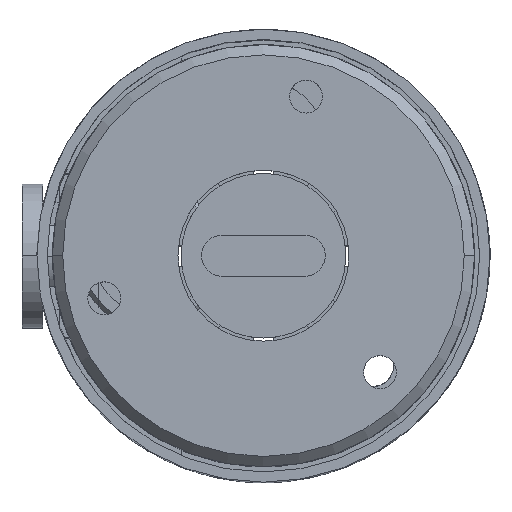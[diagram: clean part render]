
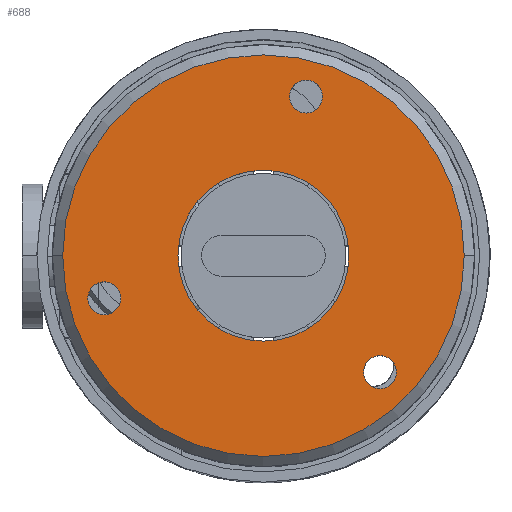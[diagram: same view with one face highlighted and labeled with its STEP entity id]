
A CAD part, top view. The second image highlights one B-rep face of the part: STEP entity #688.
In plain terms, the highlighted planar face has unit normal (0, 0, 1).
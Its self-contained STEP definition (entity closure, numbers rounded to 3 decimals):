
#115 = CIRCLE ( 'NONE', #1917, 9.75 ) ;
#118 = DIRECTION ( 'NONE',  ( 1., 0., 0. ) ) ;
#166 = DIRECTION ( 'NONE',  ( 1., 0., 0. ) ) ;
#302 = VERTEX_POINT ( 'NONE', #3053 ) ;
#387 = CIRCLE ( 'NONE', #2197, 9.75 ) ;
#405 = CARTESIAN_POINT ( 'NONE',  ( 2.071, 7.727, 18. ) ) ;
#463 = EDGE_CURVE ( 'NONE', #3751, #2454, #971, .T. ) ;
#514 = AXIS2_PLACEMENT_3D ( 'NONE', #2779, #3359, #166 ) ;
#587 = CARTESIAN_POINT ( 'NONE',  ( 5.657, -5.657, 18. ) ) ;
#601 = VERTEX_POINT ( 'NONE', #6053 ) ;
#649 = CIRCLE ( 'NONE', #1022, 0.8 ) ;
#688 = ADVANCED_FACE ( 'NONE', ( #6492, #3872, #1045, #2426, #5071 ), #5705, .T. ) ;
#710 = CARTESIAN_POINT ( 'NONE',  ( 0., 0., 18. ) ) ;
#955 = DIRECTION ( 'NONE',  ( 0., 0., 1. ) ) ;
#971 = CIRCLE ( 'NONE', #2951, 0.8 ) ;
#1022 = AXIS2_PLACEMENT_3D ( 'NONE', #405, #955, #5179 ) ;
#1029 = ORIENTED_EDGE ( 'NONE', *, *, #6065, .F. ) ;
#1045 = FACE_BOUND ( 'NONE', #6707, .T. ) ;
#1049 = DIRECTION ( 'NONE',  ( 1., 0., 0. ) ) ;
#1386 = AXIS2_PLACEMENT_3D ( 'NONE', #710, #6361, #118 ) ;
#1654 = ORIENTED_EDGE ( 'NONE', *, *, #4606, .F. ) ;
#1676 = EDGE_CURVE ( 'NONE', #4098, #3264, #4997, .T. ) ;
#1701 = DIRECTION ( 'NONE',  ( 0., 0., 1. ) ) ;
#1720 = EDGE_LOOP ( 'NONE', ( #6070, #5494 ) ) ;
#1735 = ORIENTED_EDGE ( 'NONE', *, *, #1676, .F. ) ;
#1786 = DIRECTION ( 'NONE',  ( 0., 0., 1. ) ) ;
#1791 = DIRECTION ( 'NONE',  ( 0., 0., 1. ) ) ;
#1815 = EDGE_CURVE ( 'NONE', #3431, #302, #115, .T. ) ;
#1874 = AXIS2_PLACEMENT_3D ( 'NONE', #3611, #4915, #3344 ) ;
#1917 = AXIS2_PLACEMENT_3D ( 'NONE', #5010, #1786, #5027 ) ;
#1987 = VERTEX_POINT ( 'NONE', #3560 ) ;
#2042 = DIRECTION ( 'NONE',  ( 1., 0., 0. ) ) ;
#2197 = AXIS2_PLACEMENT_3D ( 'NONE', #5780, #4228, #1049 ) ;
#2235 = DIRECTION ( 'NONE',  ( 0., 0., 1. ) ) ;
#2417 = CARTESIAN_POINT ( 'NONE',  ( 2.071, 7.727, 18. ) ) ;
#2426 = FACE_BOUND ( 'NONE', #4605, .T. ) ;
#2454 = VERTEX_POINT ( 'NONE', #4075 ) ;
#2546 = EDGE_CURVE ( 'NONE', #5105, #1987, #2834, .T. ) ;
#2734 = VERTEX_POINT ( 'NONE', #5186 ) ;
#2779 = CARTESIAN_POINT ( 'NONE',  ( -7.727, -2.071, 18. ) ) ;
#2834 = CIRCLE ( 'NONE', #1874, 4.15 ) ;
#2885 = ORIENTED_EDGE ( 'NONE', *, *, #1815, .T. ) ;
#2914 = ORIENTED_EDGE ( 'NONE', *, *, #463, .F. ) ;
#2951 = AXIS2_PLACEMENT_3D ( 'NONE', #2417, #6389, #6201 ) ;
#3053 = CARTESIAN_POINT ( 'NONE',  ( 9.75, 0., 18. ) ) ;
#3094 = DIRECTION ( 'NONE',  ( 1., 0., 0. ) ) ;
#3114 = EDGE_CURVE ( 'NONE', #1987, #5105, #5813, .T. ) ;
#3264 = VERTEX_POINT ( 'NONE', #4943 ) ;
#3344 = DIRECTION ( 'NONE',  ( 1., 0., 0. ) ) ;
#3359 = DIRECTION ( 'NONE',  ( 0., 0., 1. ) ) ;
#3392 = CIRCLE ( 'NONE', #4947, 0.8 ) ;
#3431 = VERTEX_POINT ( 'NONE', #6462 ) ;
#3512 = ORIENTED_EDGE ( 'NONE', *, *, #4725, .F. ) ;
#3560 = CARTESIAN_POINT ( 'NONE',  ( -4.15, 0., 18. ) ) ;
#3611 = CARTESIAN_POINT ( 'NONE',  ( 0., 0., 18. ) ) ;
#3751 = VERTEX_POINT ( 'NONE', #4270 ) ;
#3781 = AXIS2_PLACEMENT_3D ( 'NONE', #5281, #5708, #3094 ) ;
#3872 = FACE_OUTER_BOUND ( 'NONE', #6464, .T. ) ;
#4075 = CARTESIAN_POINT ( 'NONE',  ( 1.271, 7.727, 18. ) ) ;
#4098 = VERTEX_POINT ( 'NONE', #4622 ) ;
#4228 = DIRECTION ( 'NONE',  ( 0., 0., 1. ) ) ;
#4270 = CARTESIAN_POINT ( 'NONE',  ( 2.871, 7.727, 18. ) ) ;
#4605 = EDGE_LOOP ( 'NONE', ( #3512, #1735 ) ) ;
#4606 = EDGE_CURVE ( 'NONE', #2734, #601, #6691, .T. ) ;
#4622 = CARTESIAN_POINT ( 'NONE',  ( -8.527, -2.071, 18. ) ) ;
#4725 = EDGE_CURVE ( 'NONE', #3264, #4098, #3392, .T. ) ;
#4834 = DIRECTION ( 'NONE',  ( 1., 0., 0. ) ) ;
#4903 = DIRECTION ( 'NONE',  ( 1., 0., 0. ) ) ;
#4915 = DIRECTION ( 'NONE',  ( 0., 0., 1. ) ) ;
#4943 = CARTESIAN_POINT ( 'NONE',  ( -6.927, -2.071, 18. ) ) ;
#4947 = AXIS2_PLACEMENT_3D ( 'NONE', #5358, #2235, #4834 ) ;
#4997 = CIRCLE ( 'NONE', #514, 0.8 ) ;
#5010 = CARTESIAN_POINT ( 'NONE',  ( 0., 0., 18. ) ) ;
#5027 = DIRECTION ( 'NONE',  ( 1., 0., 0. ) ) ;
#5071 = FACE_BOUND ( 'NONE', #5959, .T. ) ;
#5105 = VERTEX_POINT ( 'NONE', #6781 ) ;
#5179 = DIRECTION ( 'NONE',  ( 1., 0., 0. ) ) ;
#5186 = CARTESIAN_POINT ( 'NONE',  ( 6.457, -5.657, 18. ) ) ;
#5215 = EDGE_CURVE ( 'NONE', #302, #3431, #387, .T. ) ;
#5281 = CARTESIAN_POINT ( 'NONE',  ( 0., 0., 18. ) ) ;
#5285 = ORIENTED_EDGE ( 'NONE', *, *, #5467, .F. ) ;
#5345 = AXIS2_PLACEMENT_3D ( 'NONE', #587, #1701, #4903 ) ;
#5358 = CARTESIAN_POINT ( 'NONE',  ( -7.727, -2.071, 18. ) ) ;
#5467 = EDGE_CURVE ( 'NONE', #2454, #3751, #649, .T. ) ;
#5494 = ORIENTED_EDGE ( 'NONE', *, *, #3114, .F. ) ;
#5705 = PLANE ( 'NONE',  #1386 ) ;
#5708 = DIRECTION ( 'NONE',  ( 0., 0., 1. ) ) ;
#5780 = CARTESIAN_POINT ( 'NONE',  ( 0., 0., 18. ) ) ;
#5813 = CIRCLE ( 'NONE', #3781, 4.15 ) ;
#5959 = EDGE_LOOP ( 'NONE', ( #2914, #5285 ) ) ;
#6053 = CARTESIAN_POINT ( 'NONE',  ( 4.857, -5.657, 18. ) ) ;
#6065 = EDGE_CURVE ( 'NONE', #601, #2734, #6837, .T. ) ;
#6070 = ORIENTED_EDGE ( 'NONE', *, *, #2546, .F. ) ;
#6201 = DIRECTION ( 'NONE',  ( 1., 0., 0. ) ) ;
#6217 = ORIENTED_EDGE ( 'NONE', *, *, #5215, .T. ) ;
#6361 = DIRECTION ( 'NONE',  ( 0., 0., 1. ) ) ;
#6389 = DIRECTION ( 'NONE',  ( 0., 0., 1. ) ) ;
#6462 = CARTESIAN_POINT ( 'NONE',  ( -9.75, 0., 18. ) ) ;
#6464 = EDGE_LOOP ( 'NONE', ( #2885, #6217 ) ) ;
#6492 = FACE_BOUND ( 'NONE', #1720, .T. ) ;
#6523 = CARTESIAN_POINT ( 'NONE',  ( 5.657, -5.657, 18. ) ) ;
#6691 = CIRCLE ( 'NONE', #6861, 0.8 ) ;
#6707 = EDGE_LOOP ( 'NONE', ( #1654, #1029 ) ) ;
#6781 = CARTESIAN_POINT ( 'NONE',  ( 4.15, 0., 18. ) ) ;
#6837 = CIRCLE ( 'NONE', #5345, 0.8 ) ;
#6861 = AXIS2_PLACEMENT_3D ( 'NONE', #6523, #1791, #2042 ) ;
